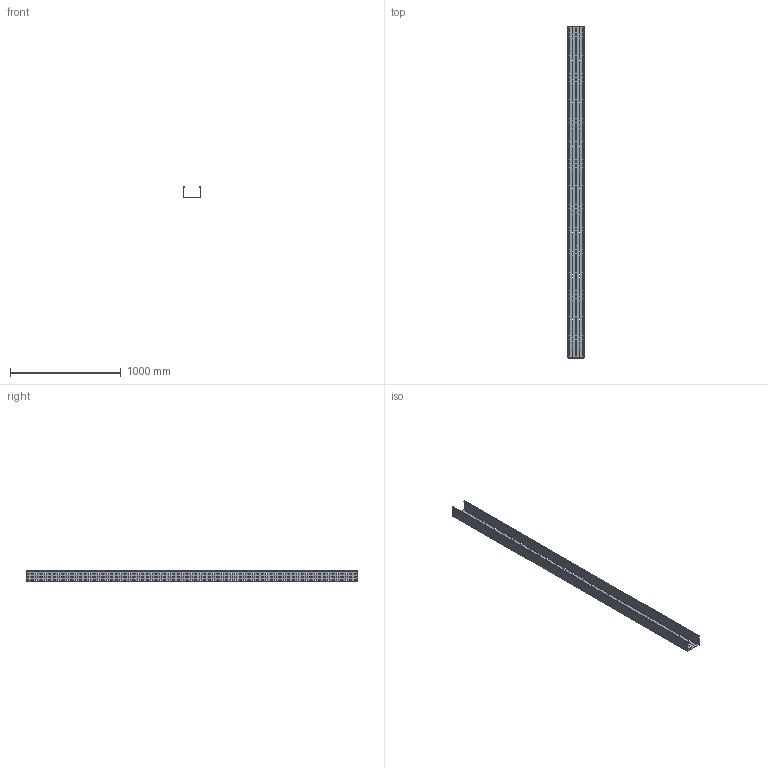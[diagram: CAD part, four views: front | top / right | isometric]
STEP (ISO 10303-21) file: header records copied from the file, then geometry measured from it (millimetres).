
FILE_DESCRIPTION(/* description */ (''),/* implementation_level */ '2;1');
FILE_NAME(/* name */ 'KCP150H100_3.stp',/* time_stamp */ '2020-03-24T12:00:40+01:00',/* author */ ('stanislaw.luczak'),/* organization */ (''),/* preprocessor_version */ 'ST-DEVELOPER v18',/* originating_system */ 'Autodesk Inventor 2020',/* authorisation */ '');
FILE_SCHEMA (('AUTOMOTIVE_DESIGN { 1 0 10303 214 3 1 1 }'));
Products named in the file (1): KCP_KCOP150H60_3
Bounding box: 150.41 x 3000 x 99.97 mm (x, y, z)
Volume: 1439008.2 mm3; surface area: 2001284.2 mm2
Topology: 1 solids, 1 shells, 3630 faces, 10868 edges, 7240 vertices
Faces by surface type: plane 1830, cylinder 1800
Entity records: 126653 total; most frequent: CARTESIAN_POINT 21739, ORIENTED_EDGE 21736, DIRECTION 21730, EDGE_CURVE 10868, LINE 7268, VECTOR 7268, VERTEX_POINT 7240, AXIS2_PLACEMENT_3D 7231
